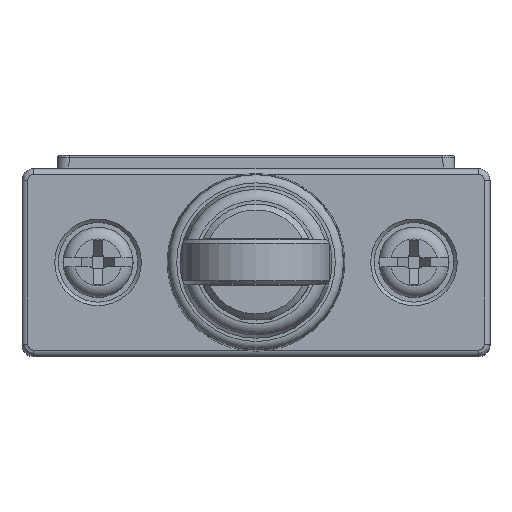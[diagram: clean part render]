
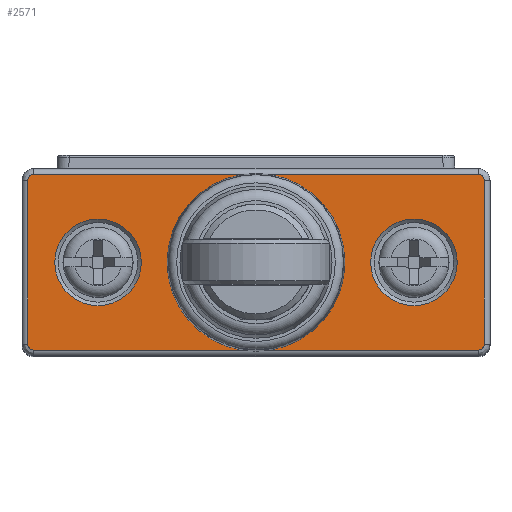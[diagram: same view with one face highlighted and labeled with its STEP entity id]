
A CAD part, top view. The second image highlights one B-rep face of the part: STEP entity #2571.
In plain terms, the highlighted planar face has unit normal (0, 0, 1).
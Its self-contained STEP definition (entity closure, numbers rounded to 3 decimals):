
#591=PLANE('',#8934);
#1256=LINE('',#13258,#1892);
#1257=LINE('',#13263,#1893);
#1258=LINE('',#13267,#1894);
#1259=LINE('',#13271,#1895);
#1892=VECTOR('',#10393,1.);
#1893=VECTOR('',#10396,1.);
#1894=VECTOR('',#10399,1.);
#1895=VECTOR('',#10402,1.);
#2571=ADVANCED_FACE('',(#3553,#3554,#3555,#3556),#591,.F.);
#3245=CIRCLE('',#8926,6.35);
#3246=CIRCLE('',#8928,0.5);
#3247=CIRCLE('',#8929,0.5);
#3248=CIRCLE('',#8930,0.5);
#3249=CIRCLE('',#8931,0.5);
#3250=CIRCLE('',#8932,3.7);
#3251=CIRCLE('',#8933,3.7);
#3553=FACE_BOUND('',#3934,.T.);
#3554=FACE_BOUND('',#3935,.T.);
#3555=FACE_BOUND('',#3936,.T.);
#3556=FACE_BOUND('',#3937,.T.);
#3934=EDGE_LOOP('',(#4972,#4973,#4974,#4975,#4976,#4977,#4978,#4979));
#3935=EDGE_LOOP('',(#4980));
#3936=EDGE_LOOP('',(#4981));
#3937=EDGE_LOOP('',(#4982));
#4972=ORIENTED_EDGE('',*,*,#7735,.T.);
#4973=ORIENTED_EDGE('',*,*,#7736,.T.);
#4974=ORIENTED_EDGE('',*,*,#7737,.T.);
#4975=ORIENTED_EDGE('',*,*,#7738,.T.);
#4976=ORIENTED_EDGE('',*,*,#7739,.T.);
#4977=ORIENTED_EDGE('',*,*,#7740,.T.);
#4978=ORIENTED_EDGE('',*,*,#7741,.T.);
#4979=ORIENTED_EDGE('',*,*,#7742,.T.);
#4980=ORIENTED_EDGE('',*,*,#7743,.T.);
#4981=ORIENTED_EDGE('',*,*,#7744,.T.);
#4982=ORIENTED_EDGE('',*,*,#7734,.T.);
#6873=VERTEX_POINT('',#13256);
#6874=VERTEX_POINT('',#13259);
#6875=VERTEX_POINT('',#13260);
#6876=VERTEX_POINT('',#13262);
#6877=VERTEX_POINT('',#13264);
#6878=VERTEX_POINT('',#13266);
#6879=VERTEX_POINT('',#13268);
#6880=VERTEX_POINT('',#13270);
#6881=VERTEX_POINT('',#13272);
#6882=VERTEX_POINT('',#13275);
#6883=VERTEX_POINT('',#13277);
#7734=EDGE_CURVE('',#6873,#6873,#3245,.T.);
#7735=EDGE_CURVE('',#6874,#6875,#1256,.T.);
#7736=EDGE_CURVE('',#6875,#6876,#3246,.T.);
#7737=EDGE_CURVE('',#6876,#6877,#1257,.T.);
#7738=EDGE_CURVE('',#6877,#6878,#3247,.T.);
#7739=EDGE_CURVE('',#6878,#6879,#1258,.T.);
#7740=EDGE_CURVE('',#6879,#6880,#3248,.T.);
#7741=EDGE_CURVE('',#6880,#6881,#1259,.T.);
#7742=EDGE_CURVE('',#6881,#6874,#3249,.T.);
#7743=EDGE_CURVE('',#6882,#6882,#3250,.T.);
#7744=EDGE_CURVE('',#6883,#6883,#3251,.T.);
#8926=AXIS2_PLACEMENT_3D('',#13255,#10389,#10390);
#8928=AXIS2_PLACEMENT_3D('',#13261,#10394,#10395);
#8929=AXIS2_PLACEMENT_3D('',#13265,#10397,#10398);
#8930=AXIS2_PLACEMENT_3D('',#13269,#10400,#10401);
#8931=AXIS2_PLACEMENT_3D('',#13273,#10403,#10404);
#8932=AXIS2_PLACEMENT_3D('',#13274,#10405,#10406);
#8933=AXIS2_PLACEMENT_3D('',#13276,#10407,#10408);
#8934=AXIS2_PLACEMENT_3D('',#13278,#10409,#10410);
#10389=DIRECTION('',(0.,0.,-1.));
#10390=DIRECTION('',(-1.,0.,0.));
#10393=DIRECTION('',(1.,0.,0.));
#10394=DIRECTION('',(0.,0.,1.));
#10395=DIRECTION('',(-1.,0.,0.));
#10396=DIRECTION('',(0.,1.,0.));
#10397=DIRECTION('',(0.,0.,1.));
#10398=DIRECTION('',(-1.,0.,0.));
#10399=DIRECTION('',(-1.,0.,0.));
#10400=DIRECTION('',(0.,0.,1.));
#10401=DIRECTION('',(-1.,0.,0.));
#10402=DIRECTION('',(0.,-1.,0.));
#10403=DIRECTION('',(0.,0.,1.));
#10404=DIRECTION('',(-1.,0.,0.));
#10405=DIRECTION('',(0.,0.,-1.));
#10406=DIRECTION('',(-1.,0.,0.));
#10407=DIRECTION('',(0.,0.,-1.));
#10408=DIRECTION('',(-1.,0.,0.));
#10409=DIRECTION('',(0.,0.,-1.));
#10410=DIRECTION('',(-1.,0.,0.));
#13255=CARTESIAN_POINT('',(-350.,0.,4.));
#13256=CARTESIAN_POINT('',(-356.35,0.,4.));
#13258=CARTESIAN_POINT('',(-350.,-7.5,4.));
#13259=CARTESIAN_POINT('',(-369.,-7.5,4.));
#13260=CARTESIAN_POINT('',(-331.,-7.5,4.));
#13261=CARTESIAN_POINT('',(-331.,-7.,4.));
#13262=CARTESIAN_POINT('',(-330.5,-7.,4.));
#13263=CARTESIAN_POINT('',(-330.5,0.783,4.));
#13264=CARTESIAN_POINT('',(-330.5,7.,4.));
#13265=CARTESIAN_POINT('',(-331.,7.,4.));
#13266=CARTESIAN_POINT('',(-331.,7.5,4.));
#13267=CARTESIAN_POINT('',(-345.782,7.5,4.));
#13268=CARTESIAN_POINT('',(-369.,7.5,4.));
#13269=CARTESIAN_POINT('',(-369.,7.,4.));
#13270=CARTESIAN_POINT('',(-369.5,7.,4.));
#13271=CARTESIAN_POINT('',(-369.5,-3.509,4.));
#13272=CARTESIAN_POINT('',(-369.5,-7.,4.));
#13273=CARTESIAN_POINT('',(-369.,-7.,4.));
#13274=CARTESIAN_POINT('',(-363.5,0.,4.));
#13275=CARTESIAN_POINT('',(-367.2,0.,4.));
#13276=CARTESIAN_POINT('',(-336.5,0.,4.));
#13277=CARTESIAN_POINT('',(-340.2,0.,4.));
#13278=CARTESIAN_POINT('',(-345.782,0.783,4.));
